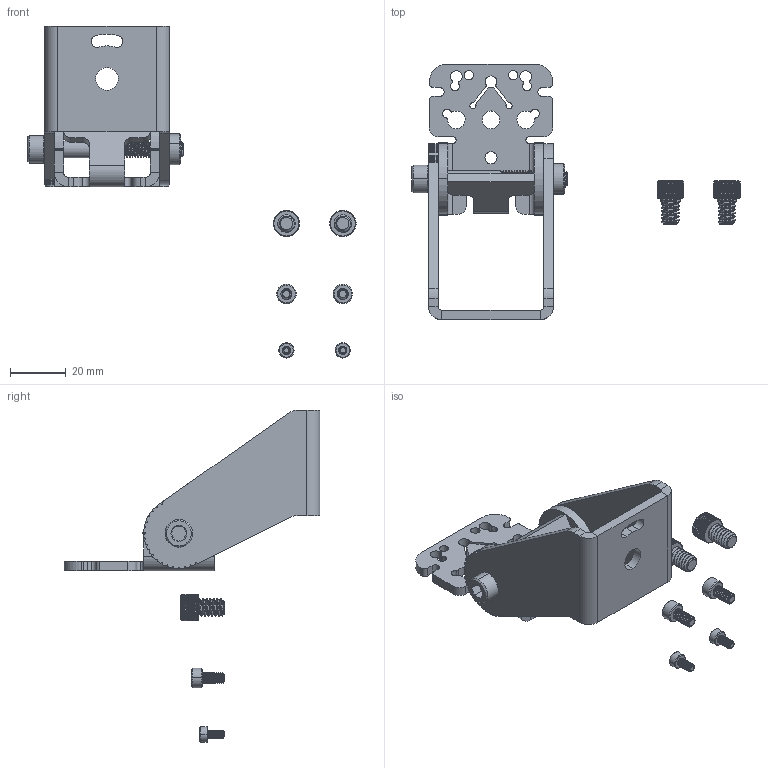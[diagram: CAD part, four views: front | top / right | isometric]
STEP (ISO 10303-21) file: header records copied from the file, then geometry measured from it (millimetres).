
FILE_DESCRIPTION (( 'STEP AP203' ), '1' );
FILE_NAME ('PTU-BV.STEP', '2022-08-17T15:07:12', ( '' ), ( '' ), 'SwSTEP 2.0', 'SolidWorks 2021', '' );
FILE_SCHEMA (( 'CONFIG_CONTROL_DESIGN' ));
Length unit declared in the file: inch
Products named in the file (10): 200301; PTU-BV; SP-M6-1; 91292A108_91292A108; 201382; 91292A144_91292A144; 92196A535_92196A535; 800010; 91292A111_91292A111; 200300_BOM
Assembly tree (12 placements, depth 3):
  PTU-BV
    200300_BOM
      200301
      SP-M6-1
    201382
    91292A144_91292A144
    800010
      92196A535_92196A535  x2
      91292A108_91292A108  x2
      91292A111_91292A111  x2
Bounding box: 118.22 x 92.2 x 119.65 mm (x, y, z)
Volume: 32704.8 mm3; surface area: 25178.9 mm2
Topology: 10 solids, 10 shells, 1271 faces, 3282 edges, 2054 vertices
Faces by surface type: cylinder 567, plane 469, cone 220, bspline 15
Entity records: 35888 total; most frequent: CARTESIAN_POINT 13912, ORIENTED_EDGE 4666, DIRECTION 4139, EDGE_CURVE 2333, AXIS2_PLACEMENT_3D 1554, VERTEX_POINT 1478, VECTOR 1031, LINE 1031
